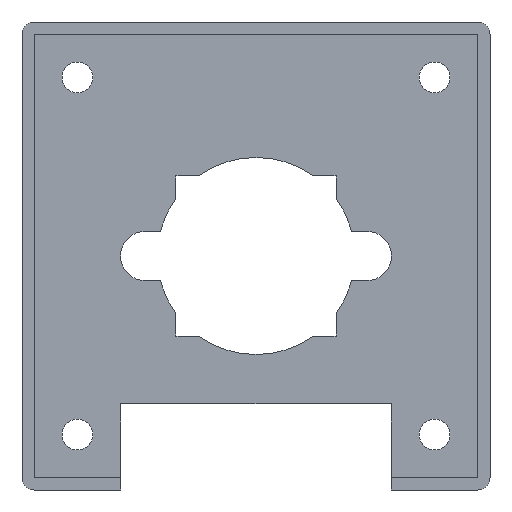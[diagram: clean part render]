
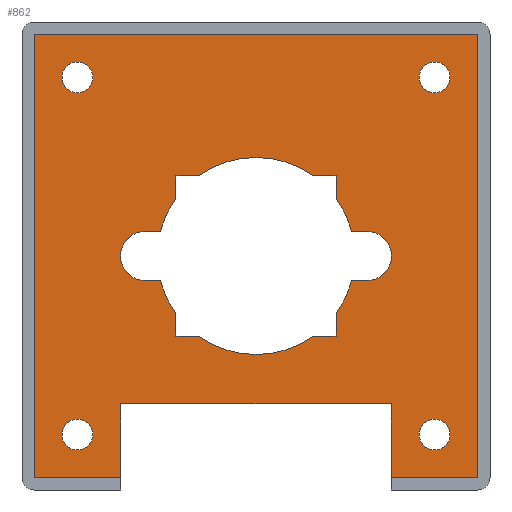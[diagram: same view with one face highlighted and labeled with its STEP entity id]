
A CAD part, front view. The second image highlights one B-rep face of the part: STEP entity #862.
In plain terms, the highlighted planar face has unit normal (0, -1, 0).
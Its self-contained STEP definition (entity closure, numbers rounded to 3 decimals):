
#15=FACE_BOUND('',#111,.T.);
#16=FACE_BOUND('',#112,.T.);
#17=FACE_BOUND('',#113,.T.);
#18=FACE_BOUND('',#114,.T.);
#19=FACE_BOUND('',#115,.T.);
#34=PLANE('',#937);
#66=FACE_OUTER_BOUND('',#110,.T.);
#110=EDGE_LOOP('',(#645,#646,#647,#648,#649,#650,#651,#652));
#111=EDGE_LOOP('',(#653));
#112=EDGE_LOOP('',(#654,#655,#656,#657,#658,#659,#660,#661,#662,#663,#664,
#665,#666,#667,#668,#669,#670,#671,#672,#673));
#113=EDGE_LOOP('',(#674));
#114=EDGE_LOOP('',(#675));
#115=EDGE_LOOP('',(#676));
#175=LINE('',#1309,#269);
#178=LINE('',#1314,#272);
#180=LINE('',#1318,#274);
#182=LINE('',#1322,#276);
#184=LINE('',#1326,#278);
#186=LINE('',#1330,#280);
#187=LINE('',#1332,#281);
#188=LINE('',#1333,#282);
#189=LINE('',#1340,#283);
#190=LINE('',#1344,#284);
#191=LINE('',#1346,#285);
#192=LINE('',#1350,#286);
#193=LINE('',#1352,#287);
#194=LINE('',#1356,#288);
#195=LINE('',#1360,#289);
#196=LINE('',#1364,#290);
#197=LINE('',#1366,#291);
#198=LINE('',#1370,#292);
#199=LINE('',#1372,#293);
#200=LINE('',#1375,#294);
#269=VECTOR('',#1052,10.);
#272=VECTOR('',#1057,10.);
#274=VECTOR('',#1061,10.);
#276=VECTOR('',#1065,10.);
#278=VECTOR('',#1069,10.);
#280=VECTOR('',#1073,10.);
#281=VECTOR('',#1074,10.);
#282=VECTOR('',#1075,10.);
#283=VECTOR('',#1080,10.);
#284=VECTOR('',#1083,10.);
#285=VECTOR('',#1084,10.);
#286=VECTOR('',#1087,10.);
#287=VECTOR('',#1088,10.);
#288=VECTOR('',#1091,10.);
#289=VECTOR('',#1094,10.);
#290=VECTOR('',#1097,10.);
#291=VECTOR('',#1098,10.);
#292=VECTOR('',#1101,10.);
#293=VECTOR('',#1102,10.);
#294=VECTOR('',#1105,10.);
#347=CIRCLE('',#938,1.25);
#348=CIRCLE('',#939,2.);
#349=CIRCLE('',#940,8.);
#350=CIRCLE('',#941,8.);
#351=CIRCLE('',#942,8.);
#352=CIRCLE('',#943,2.);
#353=CIRCLE('',#944,8.);
#354=CIRCLE('',#945,8.);
#355=CIRCLE('',#946,8.);
#356=CIRCLE('',#947,1.25);
#357=CIRCLE('',#948,1.25);
#358=CIRCLE('',#949,1.25);
#396=VERTEX_POINT('',#1307);
#397=VERTEX_POINT('',#1308);
#398=VERTEX_POINT('',#1313);
#399=VERTEX_POINT('',#1317);
#400=VERTEX_POINT('',#1321);
#401=VERTEX_POINT('',#1325);
#402=VERTEX_POINT('',#1329);
#403=VERTEX_POINT('',#1331);
#404=VERTEX_POINT('',#1334);
#405=VERTEX_POINT('',#1336);
#406=VERTEX_POINT('',#1337);
#407=VERTEX_POINT('',#1339);
#408=VERTEX_POINT('',#1341);
#409=VERTEX_POINT('',#1343);
#410=VERTEX_POINT('',#1345);
#411=VERTEX_POINT('',#1347);
#412=VERTEX_POINT('',#1349);
#413=VERTEX_POINT('',#1351);
#414=VERTEX_POINT('',#1353);
#415=VERTEX_POINT('',#1355);
#416=VERTEX_POINT('',#1357);
#417=VERTEX_POINT('',#1359);
#418=VERTEX_POINT('',#1361);
#419=VERTEX_POINT('',#1363);
#420=VERTEX_POINT('',#1365);
#421=VERTEX_POINT('',#1367);
#422=VERTEX_POINT('',#1369);
#423=VERTEX_POINT('',#1371);
#424=VERTEX_POINT('',#1373);
#425=VERTEX_POINT('',#1376);
#426=VERTEX_POINT('',#1378);
#427=VERTEX_POINT('',#1380);
#487=EDGE_CURVE('',#396,#397,#175,.T.);
#490=EDGE_CURVE('',#397,#398,#178,.T.);
#492=EDGE_CURVE('',#398,#399,#180,.T.);
#494=EDGE_CURVE('',#399,#400,#182,.T.);
#496=EDGE_CURVE('',#400,#401,#184,.T.);
#498=EDGE_CURVE('',#402,#401,#186,.T.);
#499=EDGE_CURVE('',#403,#402,#187,.T.);
#500=EDGE_CURVE('',#396,#403,#188,.T.);
#501=EDGE_CURVE('',#404,#404,#347,.T.);
#502=EDGE_CURVE('',#405,#406,#348,.T.);
#503=EDGE_CURVE('',#407,#405,#189,.T.);
#504=EDGE_CURVE('',#408,#407,#349,.T.);
#505=EDGE_CURVE('',#409,#408,#190,.T.);
#506=EDGE_CURVE('',#410,#409,#191,.T.);
#507=EDGE_CURVE('',#411,#410,#350,.T.);
#508=EDGE_CURVE('',#412,#411,#192,.T.);
#509=EDGE_CURVE('',#413,#412,#193,.T.);
#510=EDGE_CURVE('',#414,#413,#351,.T.);
#511=EDGE_CURVE('',#415,#414,#194,.T.);
#512=EDGE_CURVE('',#416,#415,#352,.T.);
#513=EDGE_CURVE('',#417,#416,#195,.T.);
#514=EDGE_CURVE('',#418,#417,#353,.T.);
#515=EDGE_CURVE('',#419,#418,#196,.T.);
#516=EDGE_CURVE('',#420,#419,#197,.T.);
#517=EDGE_CURVE('',#421,#420,#354,.T.);
#518=EDGE_CURVE('',#422,#421,#198,.T.);
#519=EDGE_CURVE('',#423,#422,#199,.T.);
#520=EDGE_CURVE('',#424,#423,#355,.T.);
#521=EDGE_CURVE('',#406,#424,#200,.T.);
#522=EDGE_CURVE('',#425,#425,#356,.T.);
#523=EDGE_CURVE('',#426,#426,#357,.T.);
#524=EDGE_CURVE('',#427,#427,#358,.T.);
#645=ORIENTED_EDGE('',*,*,#487,.T.);
#646=ORIENTED_EDGE('',*,*,#490,.T.);
#647=ORIENTED_EDGE('',*,*,#492,.T.);
#648=ORIENTED_EDGE('',*,*,#494,.T.);
#649=ORIENTED_EDGE('',*,*,#496,.T.);
#650=ORIENTED_EDGE('',*,*,#498,.F.);
#651=ORIENTED_EDGE('',*,*,#499,.F.);
#652=ORIENTED_EDGE('',*,*,#500,.F.);
#653=ORIENTED_EDGE('',*,*,#501,.F.);
#654=ORIENTED_EDGE('',*,*,#502,.F.);
#655=ORIENTED_EDGE('',*,*,#503,.F.);
#656=ORIENTED_EDGE('',*,*,#504,.F.);
#657=ORIENTED_EDGE('',*,*,#505,.F.);
#658=ORIENTED_EDGE('',*,*,#506,.F.);
#659=ORIENTED_EDGE('',*,*,#507,.F.);
#660=ORIENTED_EDGE('',*,*,#508,.F.);
#661=ORIENTED_EDGE('',*,*,#509,.F.);
#662=ORIENTED_EDGE('',*,*,#510,.F.);
#663=ORIENTED_EDGE('',*,*,#511,.F.);
#664=ORIENTED_EDGE('',*,*,#512,.F.);
#665=ORIENTED_EDGE('',*,*,#513,.F.);
#666=ORIENTED_EDGE('',*,*,#514,.F.);
#667=ORIENTED_EDGE('',*,*,#515,.F.);
#668=ORIENTED_EDGE('',*,*,#516,.F.);
#669=ORIENTED_EDGE('',*,*,#517,.F.);
#670=ORIENTED_EDGE('',*,*,#518,.F.);
#671=ORIENTED_EDGE('',*,*,#519,.F.);
#672=ORIENTED_EDGE('',*,*,#520,.F.);
#673=ORIENTED_EDGE('',*,*,#521,.F.);
#674=ORIENTED_EDGE('',*,*,#522,.F.);
#675=ORIENTED_EDGE('',*,*,#523,.F.);
#676=ORIENTED_EDGE('',*,*,#524,.F.);
#862=ADVANCED_FACE('',(#66,#15,#16,#17,#18,#19),#34,.F.);
#937=AXIS2_PLACEMENT_3D('',#1328,#1071,#1072);
#938=AXIS2_PLACEMENT_3D('',#1335,#1076,#1077);
#939=AXIS2_PLACEMENT_3D('',#1338,#1078,#1079);
#940=AXIS2_PLACEMENT_3D('',#1342,#1081,#1082);
#941=AXIS2_PLACEMENT_3D('',#1348,#1085,#1086);
#942=AXIS2_PLACEMENT_3D('',#1354,#1089,#1090);
#943=AXIS2_PLACEMENT_3D('',#1358,#1092,#1093);
#944=AXIS2_PLACEMENT_3D('',#1362,#1095,#1096);
#945=AXIS2_PLACEMENT_3D('',#1368,#1099,#1100);
#946=AXIS2_PLACEMENT_3D('',#1374,#1103,#1104);
#947=AXIS2_PLACEMENT_3D('',#1377,#1106,#1107);
#948=AXIS2_PLACEMENT_3D('',#1379,#1108,#1109);
#949=AXIS2_PLACEMENT_3D('',#1381,#1110,#1111);
#1052=DIRECTION('',(1.,0.,0.));
#1057=DIRECTION('',(0.,0.,1.));
#1061=DIRECTION('',(-1.,0.,0.));
#1065=DIRECTION('',(0.,0.,-1.));
#1069=DIRECTION('',(1.,0.,0.));
#1071=DIRECTION('center_axis',(0.,1.,0.));
#1072=DIRECTION('ref_axis',(0.,0.,1.));
#1073=DIRECTION('',(0.,0.,-1.));
#1074=DIRECTION('',(-1.,0.,0.));
#1075=DIRECTION('',(0.,0.,1.));
#1076=DIRECTION('center_axis',(0.,-1.,0.));
#1077=DIRECTION('ref_axis',(1.,0.,0.));
#1078=DIRECTION('center_axis',(0.,-1.,0.));
#1079=DIRECTION('ref_axis',(0.,0.,-1.));
#1080=DIRECTION('',(1.,0.,0.));
#1081=DIRECTION('center_axis',(0.,-1.,0.));
#1082=DIRECTION('ref_axis',(1.,0.,0.));
#1083=DIRECTION('',(0.,0.,1.));
#1084=DIRECTION('',(1.,0.,0.));
#1085=DIRECTION('center_axis',(0.,-1.,0.));
#1086=DIRECTION('ref_axis',(1.,0.,0.));
#1087=DIRECTION('',(1.,0.,0.));
#1088=DIRECTION('',(0.,0.,-1.));
#1089=DIRECTION('center_axis',(0.,-1.,0.));
#1090=DIRECTION('ref_axis',(1.,0.,0.));
#1091=DIRECTION('',(1.,0.,0.));
#1092=DIRECTION('center_axis',(0.,-1.,0.));
#1093=DIRECTION('ref_axis',(0.,0.,1.));
#1094=DIRECTION('',(-1.,0.,0.));
#1095=DIRECTION('center_axis',(0.,-1.,0.));
#1096=DIRECTION('ref_axis',(1.,0.,0.));
#1097=DIRECTION('',(0.,0.,-1.));
#1098=DIRECTION('',(-1.,0.,0.));
#1099=DIRECTION('center_axis',(0.,-1.,0.));
#1100=DIRECTION('ref_axis',(1.,0.,0.));
#1101=DIRECTION('',(-1.,0.,0.));
#1102=DIRECTION('',(0.,0.,1.));
#1103=DIRECTION('center_axis',(0.,-1.,0.));
#1104=DIRECTION('ref_axis',(1.,0.,0.));
#1105=DIRECTION('',(-1.,0.,0.));
#1106=DIRECTION('center_axis',(0.,-1.,0.));
#1107=DIRECTION('ref_axis',(1.,0.,0.));
#1108=DIRECTION('center_axis',(0.,-1.,0.));
#1109=DIRECTION('ref_axis',(1.,0.,0.));
#1110=DIRECTION('center_axis',(0.,-1.,0.));
#1111=DIRECTION('ref_axis',(1.,0.,0.));
#1307=CARTESIAN_POINT('',(11.,0.,-18.));
#1308=CARTESIAN_POINT('',(18.,0.,-18.));
#1309=CARTESIAN_POINT('',(9.,0.,-18.));
#1313=CARTESIAN_POINT('',(18.,0.,18.));
#1314=CARTESIAN_POINT('',(18.,0.,9.));
#1317=CARTESIAN_POINT('',(-18.,0.,18.));
#1318=CARTESIAN_POINT('',(-9.,0.,18.));
#1321=CARTESIAN_POINT('',(-18.,0.,-18.));
#1322=CARTESIAN_POINT('',(-18.,0.,-9.));
#1325=CARTESIAN_POINT('',(-11.,0.,-18.));
#1326=CARTESIAN_POINT('',(-5.5,0.,-18.));
#1328=CARTESIAN_POINT('Origin',(0.,0.,0.));
#1329=CARTESIAN_POINT('',(-11.,0.,-12.));
#1330=CARTESIAN_POINT('',(-11.,0.,-12.));
#1331=CARTESIAN_POINT('',(11.,0.,-12.));
#1332=CARTESIAN_POINT('',(11.,0.,-12.));
#1333=CARTESIAN_POINT('',(11.,0.,-19.));
#1334=CARTESIAN_POINT('',(13.25,0.,-14.5));
#1335=CARTESIAN_POINT('Origin',(14.5,0.,-14.5));
#1336=CARTESIAN_POINT('',(9.,0.,-2.));
#1337=CARTESIAN_POINT('',(9.,0.,2.));
#1338=CARTESIAN_POINT('Origin',(9.,0.,0.));
#1339=CARTESIAN_POINT('',(7.746,0.,-2.));
#1340=CARTESIAN_POINT('',(-9.,0.,-2.));
#1341=CARTESIAN_POINT('',(6.5,0.,-4.664));
#1342=CARTESIAN_POINT('Origin',(0.,0.,0.));
#1343=CARTESIAN_POINT('',(6.5,0.,-6.5));
#1344=CARTESIAN_POINT('',(6.5,0.,-6.5));
#1345=CARTESIAN_POINT('',(4.664,0.,-6.5));
#1346=CARTESIAN_POINT('',(-6.5,0.,-6.5));
#1347=CARTESIAN_POINT('',(-4.664,0.,-6.5));
#1348=CARTESIAN_POINT('Origin',(0.,0.,0.));
#1349=CARTESIAN_POINT('',(-6.5,0.,-6.5));
#1350=CARTESIAN_POINT('',(-6.5,0.,-6.5));
#1351=CARTESIAN_POINT('',(-6.5,0.,-4.664));
#1352=CARTESIAN_POINT('',(-6.5,0.,6.5));
#1353=CARTESIAN_POINT('',(-7.746,0.,-2.));
#1354=CARTESIAN_POINT('Origin',(0.,0.,0.));
#1355=CARTESIAN_POINT('',(-9.,0.,-2.));
#1356=CARTESIAN_POINT('',(-9.,0.,-2.));
#1357=CARTESIAN_POINT('',(-9.,0.,2.));
#1358=CARTESIAN_POINT('Origin',(-9.,0.,0.));
#1359=CARTESIAN_POINT('',(-7.746,0.,2.));
#1360=CARTESIAN_POINT('',(9.,0.,2.));
#1361=CARTESIAN_POINT('',(-6.5,0.,4.664));
#1362=CARTESIAN_POINT('Origin',(0.,0.,0.));
#1363=CARTESIAN_POINT('',(-6.5,0.,6.5));
#1364=CARTESIAN_POINT('',(-6.5,0.,6.5));
#1365=CARTESIAN_POINT('',(-4.664,0.,6.5));
#1366=CARTESIAN_POINT('',(6.5,0.,6.5));
#1367=CARTESIAN_POINT('',(4.664,0.,6.5));
#1368=CARTESIAN_POINT('Origin',(0.,0.,0.));
#1369=CARTESIAN_POINT('',(6.5,0.,6.5));
#1370=CARTESIAN_POINT('',(6.5,0.,6.5));
#1371=CARTESIAN_POINT('',(6.5,0.,4.664));
#1372=CARTESIAN_POINT('',(6.5,0.,-6.5));
#1373=CARTESIAN_POINT('',(7.746,0.,2.));
#1374=CARTESIAN_POINT('Origin',(0.,0.,0.));
#1375=CARTESIAN_POINT('',(9.,0.,2.));
#1376=CARTESIAN_POINT('',(13.25,0.,14.5));
#1377=CARTESIAN_POINT('Origin',(14.5,0.,14.5));
#1378=CARTESIAN_POINT('',(-15.75,0.,14.5));
#1379=CARTESIAN_POINT('Origin',(-14.5,0.,14.5));
#1380=CARTESIAN_POINT('',(-15.75,0.,-14.5));
#1381=CARTESIAN_POINT('Origin',(-14.5,0.,-14.5));
